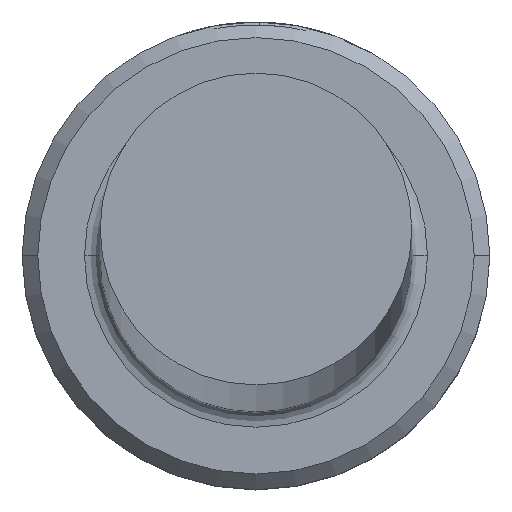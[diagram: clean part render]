
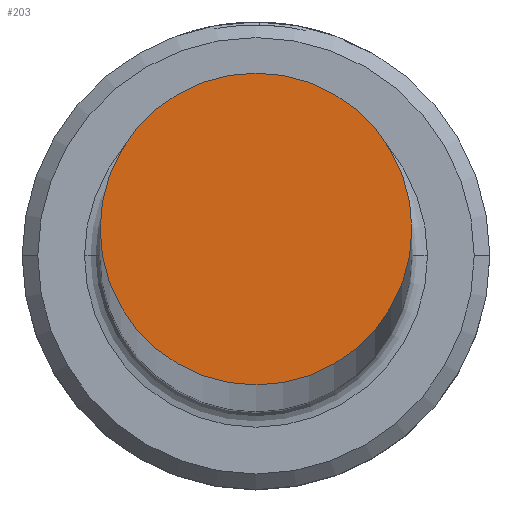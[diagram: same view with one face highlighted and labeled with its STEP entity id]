
A CAD part, top view. The second image highlights one B-rep face of the part: STEP entity #203.
In plain terms, the highlighted planar face has unit normal (0, 0, 1).
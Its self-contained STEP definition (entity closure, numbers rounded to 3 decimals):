
#5 = VERTEX_POINT ( 'NONE', #338 ) ;
#178 = EDGE_LOOP ( 'NONE', ( #830, #281 ) ) ;
#203 = ADVANCED_FACE ( 'NONE', ( #591 ), #1048, .T. ) ;
#281 = ORIENTED_EDGE ( 'NONE', *, *, #679, .T. ) ;
#306 = CARTESIAN_POINT ( 'NONE',  ( 0., 0., 500. ) ) ;
#338 = CARTESIAN_POINT ( 'NONE',  ( -5., 0., 500. ) ) ;
#349 = CARTESIAN_POINT ( 'NONE',  ( 0., 0., 500. ) ) ;
#419 = AXIS2_PLACEMENT_3D ( 'NONE', #349, #994, #438 ) ;
#438 = DIRECTION ( 'NONE',  ( 1., 0., 0. ) ) ;
#480 = DIRECTION ( 'NONE',  ( 0., 0., 1. ) ) ;
#486 = AXIS2_PLACEMENT_3D ( 'NONE', #306, #1137, #597 ) ;
#528 = CARTESIAN_POINT ( 'NONE',  ( 5., 0., 500. ) ) ;
#591 = FACE_OUTER_BOUND ( 'NONE', #178, .T. ) ;
#597 = DIRECTION ( 'NONE',  ( 1., 0., 0. ) ) ;
#651 = CIRCLE ( 'NONE', #419, 5. ) ;
#679 = EDGE_CURVE ( 'NONE', #925, #5, #1113, .T. ) ;
#830 = ORIENTED_EDGE ( 'NONE', *, *, #1013, .T. ) ;
#925 = VERTEX_POINT ( 'NONE', #528 ) ;
#961 = AXIS2_PLACEMENT_3D ( 'NONE', #1027, #480, #1120 ) ;
#994 = DIRECTION ( 'NONE',  ( 0., 0., 1. ) ) ;
#1013 = EDGE_CURVE ( 'NONE', #5, #925, #651, .T. ) ;
#1027 = CARTESIAN_POINT ( 'NONE',  ( 0., 0., 500. ) ) ;
#1048 = PLANE ( 'NONE',  #486 ) ;
#1113 = CIRCLE ( 'NONE', #961, 5. ) ;
#1120 = DIRECTION ( 'NONE',  ( 1., 0., 0. ) ) ;
#1137 = DIRECTION ( 'NONE',  ( 0., 0., 1. ) ) ;
